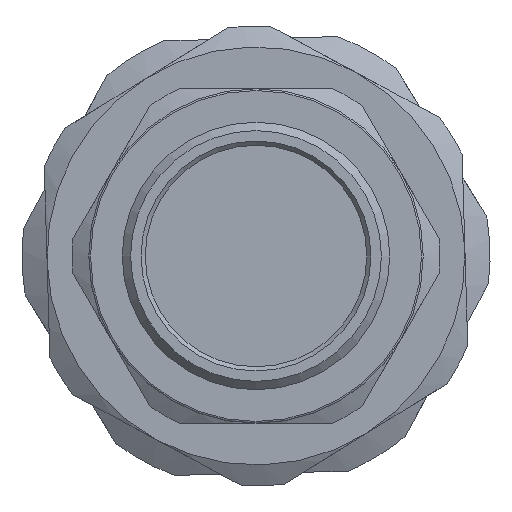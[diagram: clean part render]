
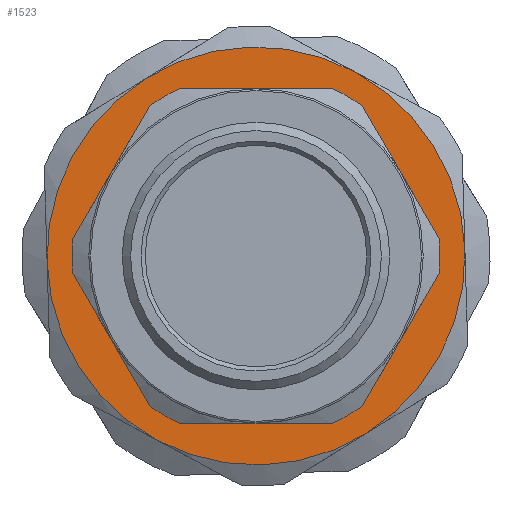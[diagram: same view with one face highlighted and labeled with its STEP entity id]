
A CAD part, front view. The second image highlights one B-rep face of the part: STEP entity #1523.
In plain terms, the highlighted planar face has unit normal (0, -1, 0).
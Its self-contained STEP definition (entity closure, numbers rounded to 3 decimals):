
#149=FACE_BOUND('',#527,.T.);
#431=FACE_OUTER_BOUND('',#526,.T.);
#526=EDGE_LOOP('',(#1241,#1242,#1243,#1244,#1245,#1246));
#527=EDGE_LOOP('',(#1247));
#618=CIRCLE('',#1665,25.);
#621=CIRCLE('',#1669,25.);
#623=CIRCLE('',#1672,25.);
#625=CIRCLE('',#1675,25.);
#627=CIRCLE('',#1678,25.);
#629=CIRCLE('',#1687,17.);
#630=CIRCLE('',#1689,25.);
#716=VERTEX_POINT('',#2406);
#722=VERTEX_POINT('',#2427);
#728=VERTEX_POINT('',#2448);
#734=VERTEX_POINT('',#2469);
#740=VERTEX_POINT('',#2490);
#746=VERTEX_POINT('',#2511);
#753=VERTEX_POINT('',#2574);
#915=EDGE_CURVE('',#716,#746,#618,.T.);
#918=EDGE_CURVE('',#746,#740,#621,.T.);
#920=EDGE_CURVE('',#740,#734,#623,.T.);
#922=EDGE_CURVE('',#734,#728,#625,.T.);
#924=EDGE_CURVE('',#728,#722,#627,.T.);
#927=EDGE_CURVE('',#753,#753,#629,.T.);
#929=EDGE_CURVE('',#722,#716,#630,.T.);
#1241=ORIENTED_EDGE('',*,*,#920,.F.);
#1242=ORIENTED_EDGE('',*,*,#918,.F.);
#1243=ORIENTED_EDGE('',*,*,#915,.F.);
#1244=ORIENTED_EDGE('',*,*,#929,.F.);
#1245=ORIENTED_EDGE('',*,*,#924,.F.);
#1246=ORIENTED_EDGE('',*,*,#922,.F.);
#1247=ORIENTED_EDGE('',*,*,#927,.T.);
#1462=PLANE('',#1688);
#1523=ADVANCED_FACE('',(#431,#149),#1462,.T.);
#1665=AXIS2_PLACEMENT_3D('',#2550,#1978,#1979);
#1669=AXIS2_PLACEMENT_3D('',#2554,#1986,#1987);
#1672=AXIS2_PLACEMENT_3D('',#2557,#1992,#1993);
#1675=AXIS2_PLACEMENT_3D('',#2560,#1998,#1999);
#1678=AXIS2_PLACEMENT_3D('',#2563,#2004,#2005);
#1687=AXIS2_PLACEMENT_3D('',#2575,#2023,#2024);
#1688=AXIS2_PLACEMENT_3D('',#2577,#2026,#2027);
#1689=AXIS2_PLACEMENT_3D('',#2578,#2028,#2029);
#1978=DIRECTION('center_axis',(0.,1.,0.));
#1979=DIRECTION('ref_axis',(-0.475,0.,-0.88));
#1986=DIRECTION('center_axis',(0.,1.,0.));
#1987=DIRECTION('ref_axis',(-0.475,0.,-0.88));
#1992=DIRECTION('center_axis',(0.,1.,0.));
#1993=DIRECTION('ref_axis',(-0.475,0.,-0.88));
#1998=DIRECTION('center_axis',(0.,1.,0.));
#1999=DIRECTION('ref_axis',(-0.475,0.,-0.88));
#2004=DIRECTION('center_axis',(0.,1.,0.));
#2005=DIRECTION('ref_axis',(-0.475,0.,-0.88));
#2023=DIRECTION('center_axis',(0.,1.,0.));
#2024=DIRECTION('ref_axis',(-0.475,0.,-0.88));
#2026=DIRECTION('center_axis',(0.,-1.,0.));
#2027=DIRECTION('ref_axis',(0.88,0.,-0.475));
#2028=DIRECTION('center_axis',(0.,1.,0.));
#2029=DIRECTION('ref_axis',(-0.475,0.,-0.88));
#2406=CARTESIAN_POINT('',(34.485,49.951,0.73));
#2427=CARTESIAN_POINT('',(21.358,49.951,22.006));
#2448=CARTESIAN_POINT('',(-3.631,49.951,21.276));
#2469=CARTESIAN_POINT('',(-15.494,49.951,-0.73));
#2490=CARTESIAN_POINT('',(-2.367,49.951,-22.006));
#2511=CARTESIAN_POINT('',(22.622,49.951,-21.276));
#2550=CARTESIAN_POINT('Origin',(9.496,49.951,0.));
#2554=CARTESIAN_POINT('Origin',(9.496,49.951,0.));
#2557=CARTESIAN_POINT('Origin',(9.496,49.951,0.));
#2560=CARTESIAN_POINT('Origin',(9.496,49.951,0.));
#2563=CARTESIAN_POINT('Origin',(9.496,49.951,0.));
#2574=CARTESIAN_POINT('',(17.562,49.951,14.964));
#2575=CARTESIAN_POINT('Origin',(9.496,49.951,0.));
#2577=CARTESIAN_POINT('Origin',(-0.825,49.951,-19.146));
#2578=CARTESIAN_POINT('Origin',(9.496,49.951,0.));
